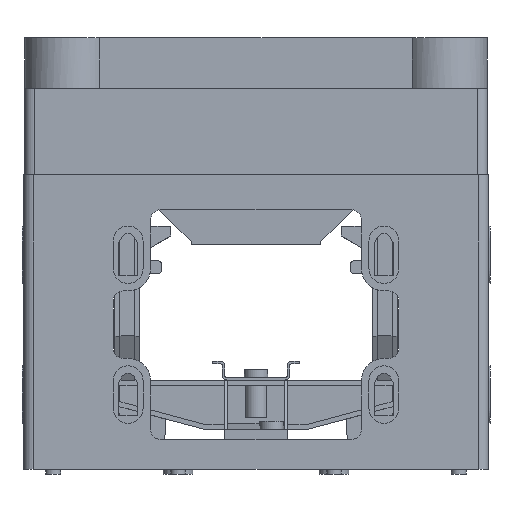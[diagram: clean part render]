
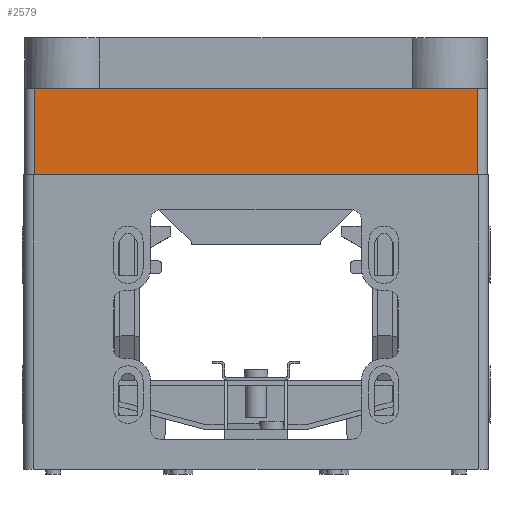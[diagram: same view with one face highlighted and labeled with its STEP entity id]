
A CAD part, front view. The second image highlights one B-rep face of the part: STEP entity #2579.
In plain terms, the highlighted face is planar.
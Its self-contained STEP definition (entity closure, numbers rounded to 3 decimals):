
#2579 = ADVANCED_FACE( '', ( #6860 ), #6861, .F. );
#6860 = FACE_OUTER_BOUND( '', #13005, .T. );
#6861 = PLANE( '', #13006 );
#13005 = EDGE_LOOP( '', ( #21310, #21311, #21312, #21313, #21314, #21315 ) );
#13006 = AXIS2_PLACEMENT_3D( '', #21316, #21317, #21318 );
#21310 = ORIENTED_EDGE( '', *, *, #38598, .F. );
#21311 = ORIENTED_EDGE( '', *, *, #38599, .T. );
#21312 = ORIENTED_EDGE( '', *, *, #38153, .T. );
#21313 = ORIENTED_EDGE( '', *, *, #38600, .F. );
#21314 = ORIENTED_EDGE( '', *, *, #38601, .F. );
#21315 = ORIENTED_EDGE( '', *, *, #38602, .F. );
#21316 = CARTESIAN_POINT( '', ( 0., 181.5, 55. ) );
#21317 = DIRECTION( '', ( 1., 0., 0. ) );
#21318 = DIRECTION( '', ( 0., 0., -1. ) );
#38153 = EDGE_CURVE( '', #46689, #46686, #46690, .T. );
#38598 = EDGE_CURVE( '', #47448, #47449, #47450, .T. );
#38599 = EDGE_CURVE( '', #47448, #46689, #47451, .T. );
#38600 = EDGE_CURVE( '', #47452, #46686, #47453, .T. );
#38601 = EDGE_CURVE( '', #47454, #47452, #47455, .T. );
#38602 = EDGE_CURVE( '', #47449, #47454, #47456, .T. );
#46686 = VERTEX_POINT( '', #58375 );
#46689 = VERTEX_POINT( '', #58378 );
#46690 = LINE( '', #58379, #58380 );
#47448 = VERTEX_POINT( '', #59404 );
#47449 = VERTEX_POINT( '', #59405 );
#47450 = LINE( '', #59406, #59407 );
#47451 = LINE( '', #59408, #59409 );
#47452 = VERTEX_POINT( '', #59410 );
#47453 = LINE( '', #59411, #59412 );
#47454 = VERTEX_POINT( '', #59413 );
#47455 = LINE( '', #59414, #59415 );
#47456 = LINE( '', #59416, #59417 );
#58375 = CARTESIAN_POINT( '', ( 0., 4., 0. ) );
#58378 = CARTESIAN_POINT( '', ( 0., 181.5, 0. ) );
#58379 = CARTESIAN_POINT( '', ( 0., 181.5, 0. ) );
#58380 = VECTOR( '', #71579, 1000. );
#59404 = CARTESIAN_POINT( '', ( 0., 181.5, 34.6 ) );
#59405 = CARTESIAN_POINT( '', ( 0., 168.498, 34.6 ) );
#59406 = CARTESIAN_POINT( '', ( 0., 181.5, 34.6 ) );
#59407 = VECTOR( '', #72149, 1000. );
#59408 = CARTESIAN_POINT( '', ( 0., 181.5, 55. ) );
#59409 = VECTOR( '', #72150, 1000. );
#59410 = CARTESIAN_POINT( '', ( 0., 4., 34.6 ) );
#59411 = CARTESIAN_POINT( '', ( 0., 4., 55. ) );
#59412 = VECTOR( '', #72151, 1000. );
#59413 = CARTESIAN_POINT( '', ( 0., 17.01, 34.6 ) );
#59414 = CARTESIAN_POINT( '', ( 0., 181.5, 34.6 ) );
#59415 = VECTOR( '', #72152, 1000. );
#59416 = CARTESIAN_POINT( '', ( 0., 181.5, 34.6 ) );
#59417 = VECTOR( '', #72153, 1000. );
#71579 = DIRECTION( '', ( 0., -1., 0. ) );
#72149 = DIRECTION( '', ( 0., -1., 0. ) );
#72150 = DIRECTION( '', ( 0., 0., -1. ) );
#72151 = DIRECTION( '', ( 0., 0., -1. ) );
#72152 = DIRECTION( '', ( 0., -1., 0. ) );
#72153 = DIRECTION( '', ( 0., -1., 0. ) );
